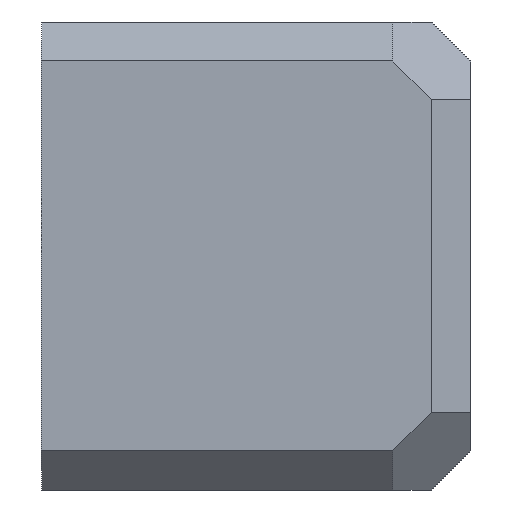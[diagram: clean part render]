
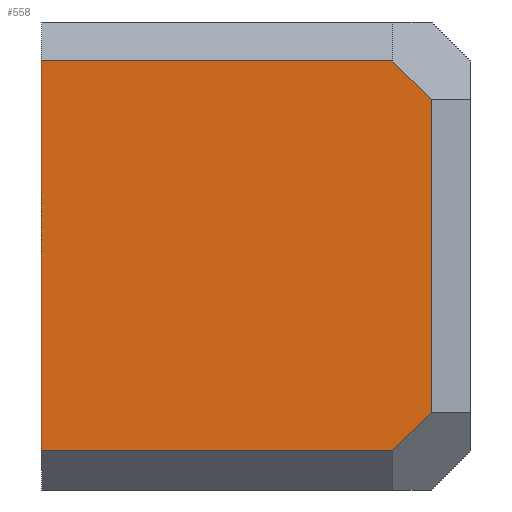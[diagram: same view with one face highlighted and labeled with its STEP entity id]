
A CAD part, left-side view. The second image highlights one B-rep face of the part: STEP entity #558.
In plain terms, the highlighted planar face has unit normal (-1, 0, 0).
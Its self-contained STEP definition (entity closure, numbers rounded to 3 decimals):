
#52=PLANE('',#620);
#85=FACE_OUTER_BOUND('',#123,.T.);
#123=EDGE_LOOP('',(#515,#516,#517,#518,#519,#520));
#126=LINE('',#789,#184);
#146=LINE('',#861,#204);
#149=LINE('',#865,#207);
#160=LINE('',#888,#218);
#166=LINE('',#899,#224);
#180=LINE('',#924,#238);
#184=VECTOR('',#633,10.);
#204=VECTOR('',#709,10.);
#207=VECTOR('',#714,10.);
#218=VECTOR('',#733,10.);
#224=VECTOR('',#741,10.);
#238=VECTOR('',#765,10.);
#258=VERTEX_POINT('',#786);
#259=VERTEX_POINT('',#788);
#282=VERTEX_POINT('',#858);
#283=VERTEX_POINT('',#860);
#290=VERTEX_POINT('',#886);
#291=VERTEX_POINT('',#887);
#306=EDGE_CURVE('',#259,#258,#126,.T.);
#339=EDGE_CURVE('',#283,#282,#146,.T.);
#342=EDGE_CURVE('',#258,#283,#149,.T.);
#353=EDGE_CURVE('',#290,#291,#160,.T.);
#359=EDGE_CURVE('',#291,#259,#166,.T.);
#373=EDGE_CURVE('',#282,#290,#180,.T.);
#515=ORIENTED_EDGE('',*,*,#342,.T.);
#516=ORIENTED_EDGE('',*,*,#339,.T.);
#517=ORIENTED_EDGE('',*,*,#373,.T.);
#518=ORIENTED_EDGE('',*,*,#353,.T.);
#519=ORIENTED_EDGE('',*,*,#359,.T.);
#520=ORIENTED_EDGE('',*,*,#306,.T.);
#558=ADVANCED_FACE('',(#85),#52,.F.);
#620=AXIS2_PLACEMENT_3D('',#930,#775,#776);
#633=DIRECTION('',(0.,0.,-1.));
#709=DIRECTION('',(0.,-0.707,0.707));
#714=DIRECTION('',(0.,-1.,0.));
#733=DIRECTION('',(0.,0.707,0.707));
#741=DIRECTION('',(0.,1.,0.));
#765=DIRECTION('',(0.,0.,1.));
#775=DIRECTION('center_axis',(1.,0.,0.));
#776=DIRECTION('ref_axis',(0.,0.,1.));
#786=CARTESIAN_POINT('',(-15.,0.,-12.5));
#788=CARTESIAN_POINT('',(-15.,0.,12.5));
#789=CARTESIAN_POINT('',(-15.,0.,15.));
#858=CARTESIAN_POINT('',(-15.,-25.,-10.));
#860=CARTESIAN_POINT('',(-15.,-22.5,-12.5));
#861=CARTESIAN_POINT('',(-15.,-15.625,-19.375));
#865=CARTESIAN_POINT('',(-15.,0.,-12.5));
#886=CARTESIAN_POINT('',(-15.,-25.,10.));
#887=CARTESIAN_POINT('',(-15.,-22.5,12.5));
#888=CARTESIAN_POINT('',(-15.,-23.75,11.25));
#899=CARTESIAN_POINT('',(-15.,0.,12.5));
#924=CARTESIAN_POINT('',(-15.,-25.,-7.5));
#930=CARTESIAN_POINT('Origin',(-15.,0.,-15.));
